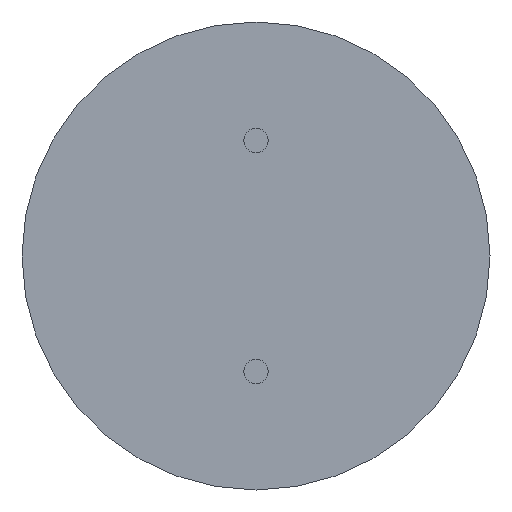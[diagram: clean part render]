
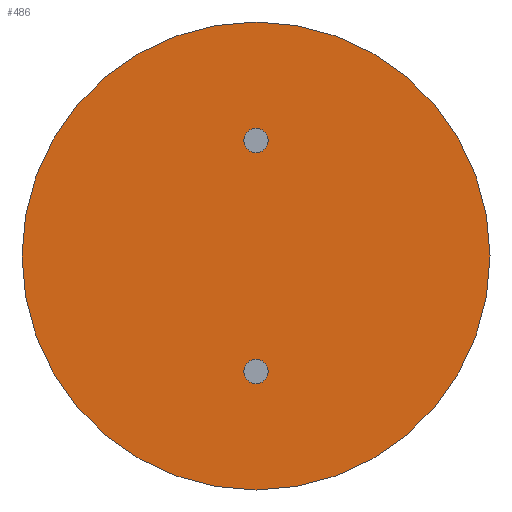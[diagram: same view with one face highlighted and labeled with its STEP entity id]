
A CAD part, front view. The second image highlights one B-rep face of the part: STEP entity #486.
In plain terms, the highlighted planar face has unit normal (0, -1, 0).
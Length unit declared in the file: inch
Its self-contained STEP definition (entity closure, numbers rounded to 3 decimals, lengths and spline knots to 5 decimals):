
#20 = VERTEX_POINT ( 'NONE', #437 ) ;
#25 = EDGE_CURVE ( 'NONE', #464, #511, #435, .T. ) ;
#34 = CARTESIAN_POINT ( 'NONE',  ( 0., -0.20276, 0.20276 ) ) ;
#36 = AXIS2_PLACEMENT_3D ( 'NONE', #565, #517, #73 ) ;
#42 = DIRECTION ( 'NONE',  ( 0., 1., 0. ) ) ;
#44 = AXIS2_PLACEMENT_3D ( 'NONE', #403, #110, #308 ) ;
#73 = DIRECTION ( 'NONE',  ( 1., 0., 0. ) ) ;
#84 = CARTESIAN_POINT ( 'NONE',  ( 0., -0.20276, 0.20276 ) ) ;
#87 = AXIS2_PLACEMENT_3D ( 'NONE', #84, #42, #226 ) ;
#106 = CARTESIAN_POINT ( 'NONE',  ( -0.01575, -0.20276, 0.35236 ) ) ;
#110 = DIRECTION ( 'NONE',  ( 0., -1., 0. ) ) ;
#111 = CARTESIAN_POINT ( 'NONE',  ( 0.01575, -0.20276, 0.05315 ) ) ;
#113 = DIRECTION ( 'NONE',  ( 1., 0., 0. ) ) ;
#130 = CARTESIAN_POINT ( 'NONE',  ( -0.01575, -0.20276, 0.05315 ) ) ;
#131 = CARTESIAN_POINT ( 'NONE',  ( 0., -0.20276, 0.20276 ) ) ;
#154 = ORIENTED_EDGE ( 'NONE', *, *, #25, .F. ) ;
#172 = DIRECTION ( 'NONE',  ( 0., 1., 0. ) ) ;
#173 = FACE_OUTER_BOUND ( 'NONE', #457, .T. ) ;
#197 = CIRCLE ( 'NONE', #213, 0.01575 ) ;
#213 = AXIS2_PLACEMENT_3D ( 'NONE', #445, #478, #269 ) ;
#218 = ORIENTED_EDGE ( 'NONE', *, *, #314, .F. ) ;
#226 = DIRECTION ( 'NONE',  ( 1., 0., 0. ) ) ;
#239 = CARTESIAN_POINT ( 'NONE',  ( -0.30315, -0.20276, 0.20276 ) ) ;
#244 = ORIENTED_EDGE ( 'NONE', *, *, #376, .F. ) ;
#257 = DIRECTION ( 'NONE',  ( 1., 0., 0. ) ) ;
#264 = VERTEX_POINT ( 'NONE', #106 ) ;
#269 = DIRECTION ( 'NONE',  ( 1., 0., 0. ) ) ;
#270 = FACE_BOUND ( 'NONE', #422, .T. ) ;
#287 = EDGE_CURVE ( 'NONE', #474, #291, #459, .T. ) ;
#291 = VERTEX_POINT ( 'NONE', #111 ) ;
#293 = AXIS2_PLACEMENT_3D ( 'NONE', #305, #506, #257 ) ;
#304 = EDGE_CURVE ( 'NONE', #291, #474, #197, .T. ) ;
#305 = CARTESIAN_POINT ( 'NONE',  ( 0., -0.20276, 0.05315 ) ) ;
#308 = DIRECTION ( 'NONE',  ( 1., 0., 0. ) ) ;
#310 = ORIENTED_EDGE ( 'NONE', *, *, #304, .F. ) ;
#314 = EDGE_CURVE ( 'NONE', #264, #20, #324, .T. ) ;
#324 = CIRCLE ( 'NONE', #44, 0.01575 ) ;
#330 = EDGE_CURVE ( 'NONE', #20, #264, #530, .T. ) ;
#348 = ORIENTED_EDGE ( 'NONE', *, *, #330, .F. ) ;
#355 = PLANE ( 'NONE',  #87 ) ;
#368 = ORIENTED_EDGE ( 'NONE', *, *, #287, .F. ) ;
#376 = EDGE_CURVE ( 'NONE', #511, #464, #443, .T. ) ;
#399 = DIRECTION ( 'NONE',  ( 1., 0., 0. ) ) ;
#403 = CARTESIAN_POINT ( 'NONE',  ( 0., -0.20276, 0.35236 ) ) ;
#422 = EDGE_LOOP ( 'NONE', ( #310, #368 ) ) ;
#435 = CIRCLE ( 'NONE', #522, 0.30315 ) ;
#437 = CARTESIAN_POINT ( 'NONE',  ( 0.01575, -0.20276, 0.35236 ) ) ;
#443 = CIRCLE ( 'NONE', #462, 0.30315 ) ;
#445 = CARTESIAN_POINT ( 'NONE',  ( 0., -0.20276, 0.05315 ) ) ;
#449 = CARTESIAN_POINT ( 'NONE',  ( 0.30315, -0.20276, 0.20276 ) ) ;
#457 = EDGE_LOOP ( 'NONE', ( #244, #154 ) ) ;
#459 = CIRCLE ( 'NONE', #293, 0.01575 ) ;
#462 = AXIS2_PLACEMENT_3D ( 'NONE', #34, #563, #113 ) ;
#464 = VERTEX_POINT ( 'NONE', #449 ) ;
#474 = VERTEX_POINT ( 'NONE', #130 ) ;
#478 = DIRECTION ( 'NONE',  ( 0., -1., 0. ) ) ;
#486 = ADVANCED_FACE ( 'NONE', ( #567, #270, #173 ), #355, .F. ) ;
#489 = EDGE_LOOP ( 'NONE', ( #348, #218 ) ) ;
#506 = DIRECTION ( 'NONE',  ( 0., -1., 0. ) ) ;
#511 = VERTEX_POINT ( 'NONE', #239 ) ;
#517 = DIRECTION ( 'NONE',  ( 0., -1., 0. ) ) ;
#522 = AXIS2_PLACEMENT_3D ( 'NONE', #131, #172, #399 ) ;
#530 = CIRCLE ( 'NONE', #36, 0.01575 ) ;
#563 = DIRECTION ( 'NONE',  ( 0., 1., 0. ) ) ;
#565 = CARTESIAN_POINT ( 'NONE',  ( 0., -0.20276, 0.35236 ) ) ;
#567 = FACE_BOUND ( 'NONE', #489, .T. ) ;
